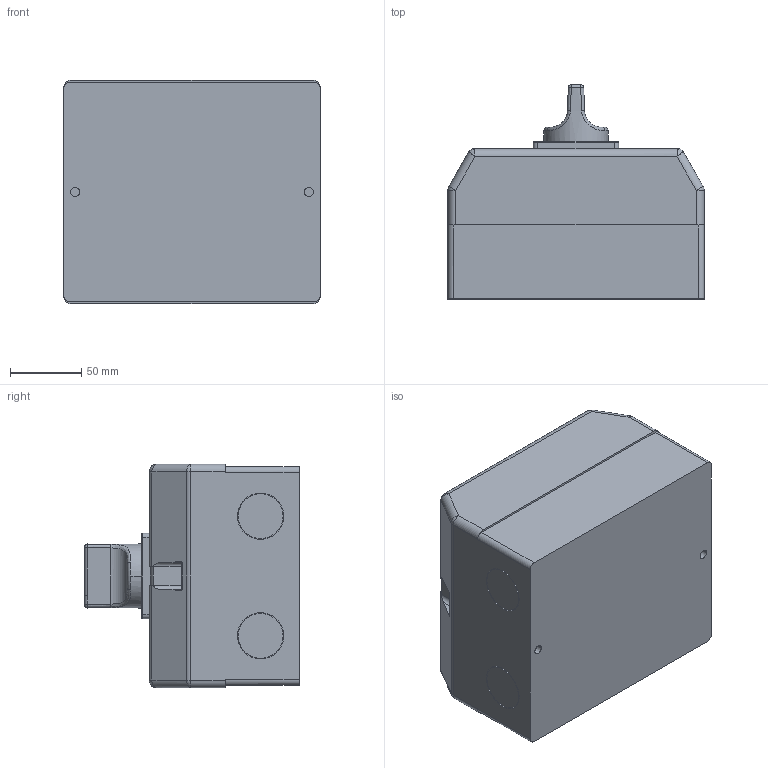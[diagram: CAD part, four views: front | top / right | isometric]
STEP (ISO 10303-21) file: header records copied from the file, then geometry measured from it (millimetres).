
FILE_DESCRIPTION((''),'2;1');
FILE_NAME('VCF4GE','2016-04-21T',('SESA328007'),('Schneider-Electric'),'PRO/ENGINEER BY PARAMETRIC TECHNOLOGY CORPORATION, 2014310','PRO/ENGINEER BY PARAMETRIC TECHNOLOGY CORPORATION, 2014310','');
FILE_SCHEMA(('CONFIG_CONTROL_DESIGN'));
Length unit declared in the file: millimetre
Products named in the file (1): VCF4GE
Bounding box: 180 x 150.5 x 157 mm (x, y, z)
Volume: 2918728.9 mm3; surface area: 129997.1 mm2
Topology: 1 solids, 1 shells, 188 faces, 454 edges, 284 vertices
Faces by surface type: cylinder 81, plane 75, bspline 16, torus 12, sphere 4
Entity records: 6313 total; most frequent: CARTESIAN_POINT 1897, DIRECTION 924, ORIENTED_EDGE 908, EDGE_CURVE 454, AXIS2_PLACEMENT_3D 346, VERTEX_POINT 284, VECTOR 232, LINE 232
